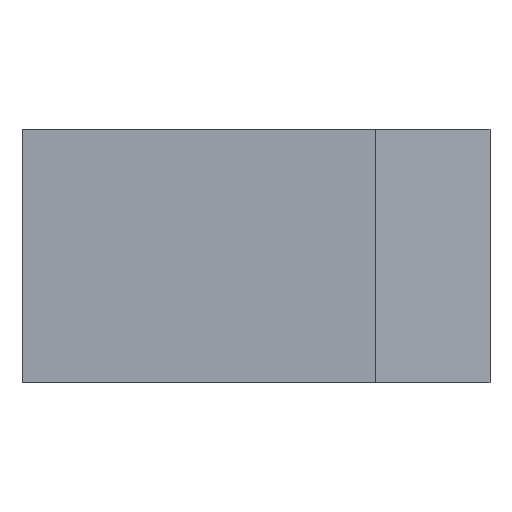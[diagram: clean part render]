
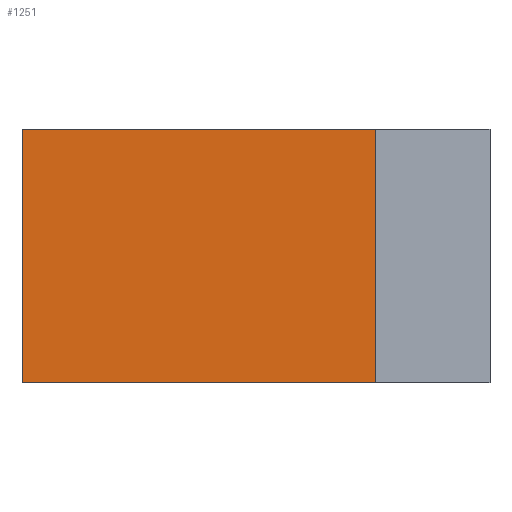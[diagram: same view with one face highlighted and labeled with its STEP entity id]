
A CAD part, left-side view. The second image highlights one B-rep face of the part: STEP entity #1251.
In plain terms, the highlighted planar face has unit normal (-1, 0, 0).
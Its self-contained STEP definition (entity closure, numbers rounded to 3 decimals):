
#26 = VERTEX_POINT ( 'NONE', #1589 ) ;
#42 = VECTOR ( 'NONE', #1440, 1000. ) ;
#52 = PLANE ( 'NONE',  #393 ) ;
#129 = VECTOR ( 'NONE', #1592, 1000. ) ;
#158 = CARTESIAN_POINT ( 'NONE',  ( -50., 20.711, -32.5 ) ) ;
#200 = EDGE_CURVE ( 'NONE', #26, #1113, #1588, .T. ) ;
#211 = CARTESIAN_POINT ( 'NONE',  ( -50., 70., 32.5 ) ) ;
#219 = ORIENTED_EDGE ( 'NONE', *, *, #1379, .T. ) ;
#223 = VERTEX_POINT ( 'NONE', #1389 ) ;
#308 = LINE ( 'NONE', #158, #1260 ) ;
#311 = CARTESIAN_POINT ( 'NONE',  ( -50., 20.711, 32.5 ) ) ;
#319 = VECTOR ( 'NONE', #1068, 1000. ) ;
#393 = AXIS2_PLACEMENT_3D ( 'NONE', #311, #1040, #1055 ) ;
#481 = EDGE_CURVE ( 'NONE', #1151, #223, #308, .T. ) ;
#626 = ORIENTED_EDGE ( 'NONE', *, *, #481, .T. ) ;
#659 = FACE_OUTER_BOUND ( 'NONE', #1312, .T. ) ;
#827 = LINE ( 'NONE', #211, #129 ) ;
#896 = CARTESIAN_POINT ( 'NONE',  ( -50., -20.711, 32.5 ) ) ;
#930 = DIRECTION ( 'NONE',  ( 0., -1., 0. ) ) ;
#966 = ORIENTED_EDGE ( 'NONE', *, *, #200, .F. ) ;
#1009 = CARTESIAN_POINT ( 'NONE',  ( -50., 70., -32.5 ) ) ;
#1040 = DIRECTION ( 'NONE',  ( 1., 0., 0. ) ) ;
#1055 = DIRECTION ( 'NONE',  ( 0., 0., -1. ) ) ;
#1068 = DIRECTION ( 'NONE',  ( 0., 0., -1. ) ) ;
#1090 = CARTESIAN_POINT ( 'NONE',  ( -50., -20.711, 32.5 ) ) ;
#1113 = VERTEX_POINT ( 'NONE', #896 ) ;
#1151 = VERTEX_POINT ( 'NONE', #1009 ) ;
#1195 = CARTESIAN_POINT ( 'NONE',  ( -50., 70., 32.5 ) ) ;
#1251 = ADVANCED_FACE ( 'NONE', ( #659 ), #52, .F. ) ;
#1260 = VECTOR ( 'NONE', #930, 1000. ) ;
#1312 = EDGE_LOOP ( 'NONE', ( #626, #1569, #966, #219 ) ) ;
#1339 = LINE ( 'NONE', #1090, #319 ) ;
#1352 = EDGE_CURVE ( 'NONE', #1113, #223, #1339, .T. ) ;
#1379 = EDGE_CURVE ( 'NONE', #26, #1151, #827, .T. ) ;
#1389 = CARTESIAN_POINT ( 'NONE',  ( -50., -20.711, -32.5 ) ) ;
#1440 = DIRECTION ( 'NONE',  ( 0., -1., 0. ) ) ;
#1569 = ORIENTED_EDGE ( 'NONE', *, *, #1352, .F. ) ;
#1588 = LINE ( 'NONE', #1195, #42 ) ;
#1589 = CARTESIAN_POINT ( 'NONE',  ( -50., 70., 32.5 ) ) ;
#1592 = DIRECTION ( 'NONE',  ( 0., 0., -1. ) ) ;
